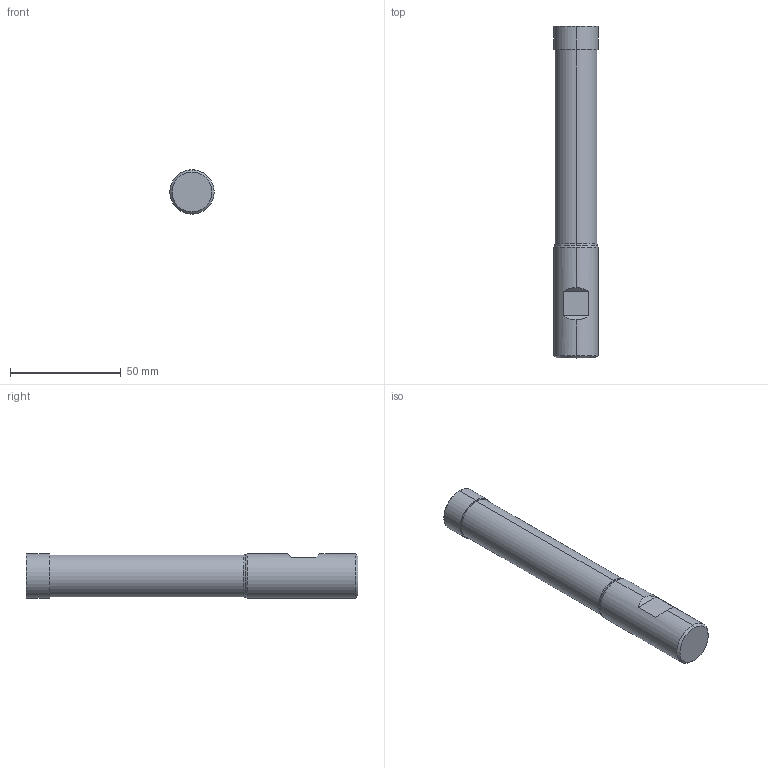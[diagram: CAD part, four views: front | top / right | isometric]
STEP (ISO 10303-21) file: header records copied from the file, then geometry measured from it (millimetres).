
FILE_DESCRIPTION (( 'STEP AP214' ), '1' );
FILE_NAME ('740W WL D20-3.step', '2018-10-09T11:47:49', ( '' ), ( '' ), 'SwSTEP 2.0', 'SolidWorks 2016', '' );
FILE_SCHEMA (( 'AUTOMOTIVE_DESIGN' ));
Length unit declared in the file: millimetre
Products named in the file (1): 740W WL D20-3
Bounding box: 20 x 150 x 20 mm (x, y, z)
Volume: 43968.3 mm3; surface area: 9761.8 mm2
Topology: 1 solids, 1 shells, 27 faces, 55 edges, 30 vertices
Faces by surface type: cone 8, cylinder 8, torus 6, plane 5
Entity records: 733 total; most frequent: DIRECTION 137, CARTESIAN_POINT 125, ORIENTED_EDGE 110, AXIS2_PLACEMENT_3D 58, EDGE_CURVE 55, VERTEX_POINT 30, CIRCLE 30, FACE_OUTER_BOUND 27
